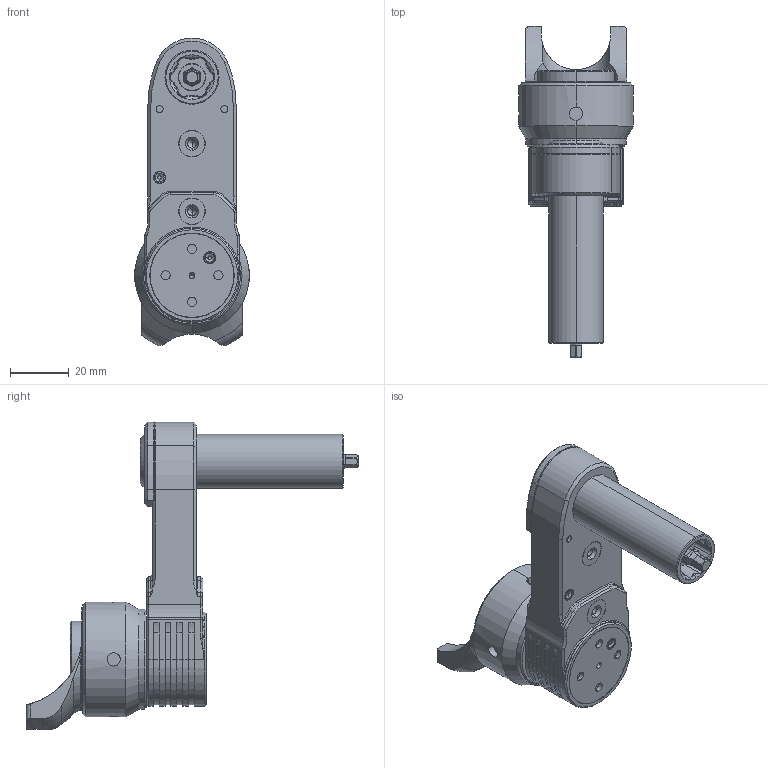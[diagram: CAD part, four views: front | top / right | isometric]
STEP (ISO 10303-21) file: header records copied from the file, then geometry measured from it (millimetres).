
FILE_DESCRIPTION((''),'2;1');
FILE_NAME('3513001455_SW0001','2022-11-22T11:04:31',('INEdipo'),(''),'CREO PARAMETRIC BY PTC INC, 2020281','CREO PARAMETRIC BY PTC INC, 2020281','');
FILE_SCHEMA(('CONFIG_CONTROL_DESIGN'));
Length unit declared in the file: inch
Products named in the file (1): 3513001455_SW0001
Bounding box: 39 x 112.85 x 104.63 mm (x, y, z)
Volume: 87395.6 mm3; surface area: 22279.1 mm2
Topology: 2 solids, 2 shells, 984 faces, 2597 edges, 1655 vertices
Faces by surface type: plane 287, extrusion 271, cylinder 239, cone 122, torus 53, bspline 12
Entity records: 46540 total; most frequent: CARTESIAN_POINT 23202, ORIENTED_EDGE 5182, DIRECTION 4115, EDGE_CURVE 2591, VERTEX_POINT 1655, VECTOR 1475, AXIS2_PLACEMENT_3D 1320, LINE 1204
